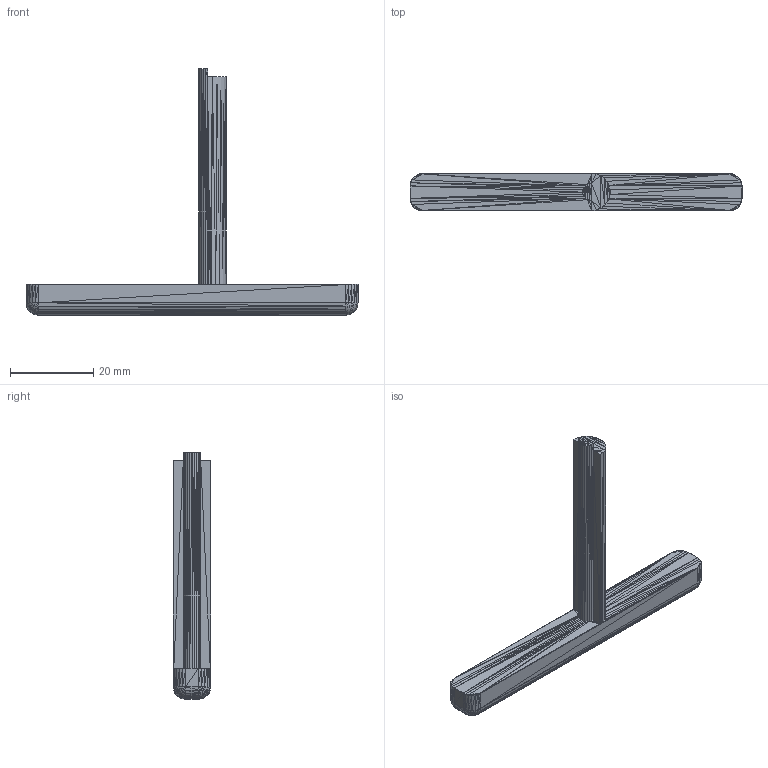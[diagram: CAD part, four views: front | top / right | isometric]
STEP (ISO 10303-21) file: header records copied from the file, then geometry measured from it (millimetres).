
FILE_DESCRIPTION(('FreeCAD Model'),'2;1');
FILE_NAME('SFP-PusherTool-v1.step','2018-07-05T17:36:29',('Author'),(''), 'Open CASCADE STEP processor 7.2','FreeCAD','Unknown');
FILE_SCHEMA(('AUTOMOTIVE_DESIGN { 1 0 10303 214 1 1 1 1 }'));
Length unit declared in the file: millimetre
Products named in the file (1): SFP_PusherTool001_(Solid)
Bounding box: 80 x 9 x 59.4 mm (x, y, z)
Volume: 6934.1 mm3; surface area: 3778.2 mm2
Topology: 1 solids, 1 shells, 862 faces, 1293 edges, 433 vertices
Faces by surface type: plane 862
Entity records: 32358 total; most frequent: CARTESIAN_POINT 6468, DIRECTION 4312, ORIENTED_EDGE 2586, LINE 2586, VECTOR 2586, PCURVE 2586, DEFINITIONAL_REPRESENTATION 2586, EDGE_CURVE 1293
